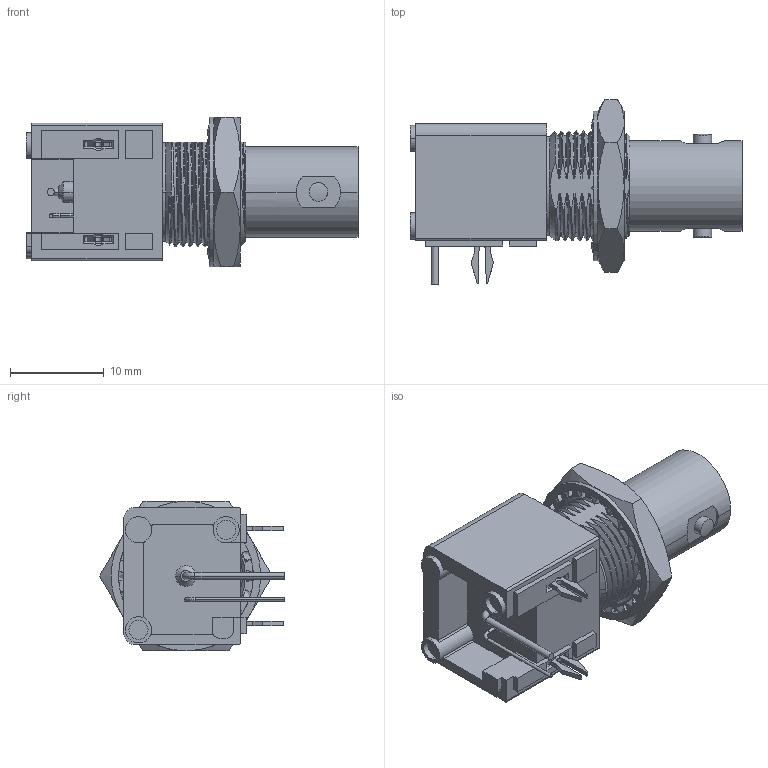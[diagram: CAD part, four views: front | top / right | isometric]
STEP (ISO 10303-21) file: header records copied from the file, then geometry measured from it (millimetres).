
FILE_DESCRIPTION((''),'2;1');
FILE_NAME('112487_SW0001','2020-03-03T',('Kaviyarasan'),(''),'CREO PARAMETRIC BY PTC INC, 2018360','CREO PARAMETRIC BY PTC INC, 2018360','');
FILE_SCHEMA(('CONFIG_CONTROL_DESIGN'));
Length unit declared in the file: millimetre
Products named in the file (1): 112487_SW0001
Bounding box: 35.5 x 19.77 x 16 mm (x, y, z)
Volume: 3577.8 mm3; surface area: 3364.9 mm2
Topology: 1 solids, 1 shells, 458 faces, 1301 edges, 864 vertices
Faces by surface type: plane 180, bspline 125, cylinder 119, cone 30, torus 4
Entity records: 24638 total; most frequent: CARTESIAN_POINT 13340, ORIENTED_EDGE 2602, DIRECTION 1944, EDGE_CURVE 1301, VERTEX_POINT 864, VECTOR 780, LINE 780, AXIS2_PLACEMENT_3D 582
